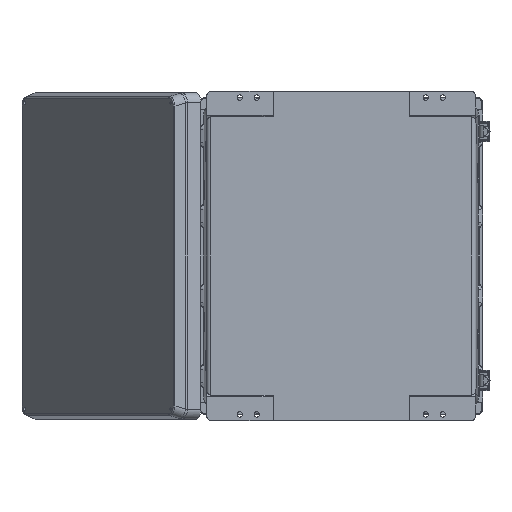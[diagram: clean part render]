
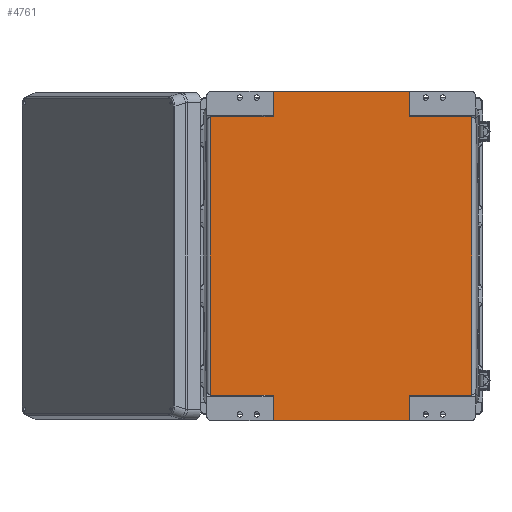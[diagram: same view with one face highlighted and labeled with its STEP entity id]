
A CAD part, front view. The second image highlights one B-rep face of the part: STEP entity #4761.
In plain terms, the highlighted planar face has unit normal (0, -1, 0).
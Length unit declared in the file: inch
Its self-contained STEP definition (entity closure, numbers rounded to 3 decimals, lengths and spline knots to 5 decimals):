
#553 = ORIENTED_EDGE ( 'NONE', *, *, #15497, .T. ) ;
#1627 = EDGE_CURVE ( 'NONE', #21642, #4362, #38026, .T. ) ;
#1833 = CARTESIAN_POINT ( 'NONE',  ( 4.03163, 0.05906, -19.48819 ) ) ;
#2135 = CARTESIAN_POINT ( 'NONE',  ( 8.11811, 0.05906, 0. ) ) ;
#2336 = DIRECTION ( 'NONE',  ( -1., 0., 0. ) ) ;
#2355 = LINE ( 'NONE', #32012, #10929 ) ;
#2573 = PLANE ( 'NONE',  #45851 ) ;
#3686 = ORIENTED_EDGE ( 'NONE', *, *, #26149, .F. ) ;
#4362 = VERTEX_POINT ( 'NONE', #38598 ) ;
#4581 = DIRECTION ( 'NONE',  ( 1., 0., 0. ) ) ;
#4761 = ADVANCED_FACE ( 'NONE', ( #13208 ), #2573, .F. ) ;
#5181 = LINE ( 'NONE', #26415, #42709 ) ;
#5302 = LINE ( 'NONE', #8207, #27666 ) ;
#5937 = CARTESIAN_POINT ( 'NONE',  ( -7.73754, 0.05906, -1.51961 ) ) ;
#6234 = LINE ( 'NONE', #2135, #11278 ) ;
#7186 = CARTESIAN_POINT ( 'NONE',  ( 4.03163, 0.05906, 0.85787 ) ) ;
#7211 = CARTESIAN_POINT ( 'NONE',  ( 7.73754, 0.05906, -17.96858 ) ) ;
#7424 = LINE ( 'NONE', #7186, #46226 ) ;
#7754 = ORIENTED_EDGE ( 'NONE', *, *, #8421, .F. ) ;
#8207 = CARTESIAN_POINT ( 'NONE',  ( -8.11811, 0.05906, -1.51961 ) ) ;
#8421 = EDGE_CURVE ( 'NONE', #15465, #16736, #24105, .T. ) ;
#8846 = CARTESIAN_POINT ( 'NONE',  ( 8.11811, 0.05906, -1.51961 ) ) ;
#9346 = CARTESIAN_POINT ( 'NONE',  ( -7.73754, 0.05906, -17.96858 ) ) ;
#9447 = ORIENTED_EDGE ( 'NONE', *, *, #35337, .T. ) ;
#9560 = LINE ( 'NONE', #8846, #45887 ) ;
#9602 = DIRECTION ( 'NONE',  ( 0., 0., -1. ) ) ;
#10062 = ORIENTED_EDGE ( 'NONE', *, *, #42215, .F. ) ;
#10929 = VECTOR ( 'NONE', #9602, 39.37008 ) ;
#11276 = ORIENTED_EDGE ( 'NONE', *, *, #1627, .T. ) ;
#11278 = VECTOR ( 'NONE', #17575, 39.37008 ) ;
#13208 = FACE_OUTER_BOUND ( 'NONE', #40466, .T. ) ;
#13397 = ORIENTED_EDGE ( 'NONE', *, *, #18303, .F. ) ;
#13881 = CARTESIAN_POINT ( 'NONE',  ( 4.03163, 0.05906, 0. ) ) ;
#14349 = EDGE_CURVE ( 'NONE', #30550, #32446, #9560, .T. ) ;
#15236 = EDGE_CURVE ( 'NONE', #22598, #33763, #36908, .T. ) ;
#15465 = VERTEX_POINT ( 'NONE', #28411 ) ;
#15497 = EDGE_CURVE ( 'NONE', #26729, #33763, #6234, .T. ) ;
#15958 = VERTEX_POINT ( 'NONE', #5937 ) ;
#16736 = VERTEX_POINT ( 'NONE', #1833 ) ;
#17539 = DIRECTION ( 'NONE',  ( 0., 1., 0. ) ) ;
#17575 = DIRECTION ( 'NONE',  ( -1., 0., 0. ) ) ;
#18303 = EDGE_CURVE ( 'NONE', #15958, #22598, #5302, .T. ) ;
#18821 = VERTEX_POINT ( 'NONE', #39990 ) ;
#20437 = CARTESIAN_POINT ( 'NONE',  ( 8.11811, 0.05906, -17.96858 ) ) ;
#21291 = VECTOR ( 'NONE', #35819, 39.37008 ) ;
#21642 = VERTEX_POINT ( 'NONE', #9346 ) ;
#22590 = EDGE_CURVE ( 'NONE', #32446, #26729, #7424, .T. ) ;
#22598 = VERTEX_POINT ( 'NONE', #44333 ) ;
#22953 = ORIENTED_EDGE ( 'NONE', *, *, #22590, .T. ) ;
#23528 = DIRECTION ( 'NONE',  ( -1., 0., 0. ) ) ;
#24105 = LINE ( 'NONE', #46524, #26333 ) ;
#24513 = DIRECTION ( 'NONE',  ( -1., 0., 0. ) ) ;
#24703 = CARTESIAN_POINT ( 'NONE',  ( 7.73754, 0.05906, -1.51961 ) ) ;
#24779 = CARTESIAN_POINT ( 'NONE',  ( 8.11811, 0.05906, -1.51961 ) ) ;
#25178 = LINE ( 'NONE', #24703, #36632 ) ;
#26010 = ORIENTED_EDGE ( 'NONE', *, *, #14349, .T. ) ;
#26149 = EDGE_CURVE ( 'NONE', #21642, #15958, #29034, .T. ) ;
#26333 = VECTOR ( 'NONE', #39316, 39.37008 ) ;
#26415 = CARTESIAN_POINT ( 'NONE',  ( 8.11811, 0.05906, -19.48819 ) ) ;
#26729 = VERTEX_POINT ( 'NONE', #13881 ) ;
#27327 = CARTESIAN_POINT ( 'NONE',  ( 7.73754, 0.05906, -1.51961 ) ) ;
#27666 = VECTOR ( 'NONE', #4581, 39.37008 ) ;
#28143 = ORIENTED_EDGE ( 'NONE', *, *, #15236, .F. ) ;
#28411 = CARTESIAN_POINT ( 'NONE',  ( 4.03163, 0.05906, -17.96858 ) ) ;
#28600 = LINE ( 'NONE', #20437, #29001 ) ;
#29001 = VECTOR ( 'NONE', #2336, 39.37008 ) ;
#29034 = LINE ( 'NONE', #43776, #21291 ) ;
#30550 = VERTEX_POINT ( 'NONE', #27327 ) ;
#31180 = CARTESIAN_POINT ( 'NONE',  ( -4.03163, 0.05906, 0. ) ) ;
#31687 = DIRECTION ( 'NONE',  ( 0., 0., 1. ) ) ;
#32012 = CARTESIAN_POINT ( 'NONE',  ( -4.03163, 0.05906, -20.34606 ) ) ;
#32446 = VERTEX_POINT ( 'NONE', #32476 ) ;
#32476 = CARTESIAN_POINT ( 'NONE',  ( 4.03163, 0.05906, -1.51961 ) ) ;
#32848 = VECTOR ( 'NONE', #37373, 39.37008 ) ;
#33027 = VERTEX_POINT ( 'NONE', #7211 ) ;
#33763 = VERTEX_POINT ( 'NONE', #31180 ) ;
#34872 = DIRECTION ( 'NONE',  ( 1., 0., 0. ) ) ;
#35108 = ORIENTED_EDGE ( 'NONE', *, *, #47067, .F. ) ;
#35337 = EDGE_CURVE ( 'NONE', #4362, #18821, #2355, .T. ) ;
#35819 = DIRECTION ( 'NONE',  ( 0., 0., 1. ) ) ;
#36613 = DIRECTION ( 'NONE',  ( 0., 0., 1. ) ) ;
#36632 = VECTOR ( 'NONE', #31687, 39.37008 ) ;
#36908 = LINE ( 'NONE', #44621, #32848 ) ;
#37373 = DIRECTION ( 'NONE',  ( 0., 0., 1. ) ) ;
#38026 = LINE ( 'NONE', #41652, #41098 ) ;
#38598 = CARTESIAN_POINT ( 'NONE',  ( -4.03163, 0.05906, -17.96858 ) ) ;
#39316 = DIRECTION ( 'NONE',  ( 0., 0., -1. ) ) ;
#39990 = CARTESIAN_POINT ( 'NONE',  ( -4.03163, 0.05906, -19.48819 ) ) ;
#40189 = EDGE_CURVE ( 'NONE', #33027, #30550, #25178, .T. ) ;
#40466 = EDGE_LOOP ( 'NONE', ( #3686, #11276, #9447, #10062, #7754, #35108, #42118, #26010, #22953, #553, #28143, #13397 ) ) ;
#41098 = VECTOR ( 'NONE', #34872, 39.37008 ) ;
#41652 = CARTESIAN_POINT ( 'NONE',  ( -8.11811, 0.05906, -17.96858 ) ) ;
#42118 = ORIENTED_EDGE ( 'NONE', *, *, #40189, .T. ) ;
#42215 = EDGE_CURVE ( 'NONE', #16736, #18821, #5181, .T. ) ;
#42709 = VECTOR ( 'NONE', #23528, 39.37008 ) ;
#43120 = DIRECTION ( 'NONE',  ( 0., 0., 1. ) ) ;
#43776 = CARTESIAN_POINT ( 'NONE',  ( -7.73754, 0.05906, -1.51961 ) ) ;
#44333 = CARTESIAN_POINT ( 'NONE',  ( -4.03163, 0.05906, -1.51961 ) ) ;
#44621 = CARTESIAN_POINT ( 'NONE',  ( -4.03163, 0.05906, 0.85787 ) ) ;
#45851 = AXIS2_PLACEMENT_3D ( 'NONE', #24779, #17539, #43120 ) ;
#45887 = VECTOR ( 'NONE', #24513, 39.37008 ) ;
#46226 = VECTOR ( 'NONE', #36613, 39.37008 ) ;
#46524 = CARTESIAN_POINT ( 'NONE',  ( 4.03163, 0.05906, -20.34606 ) ) ;
#47067 = EDGE_CURVE ( 'NONE', #33027, #15465, #28600, .T. ) ;
